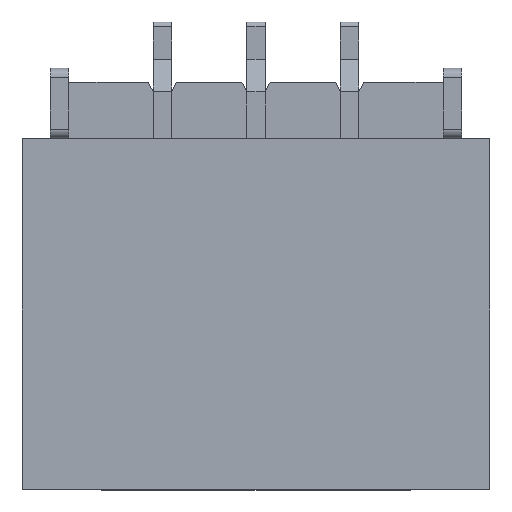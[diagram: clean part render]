
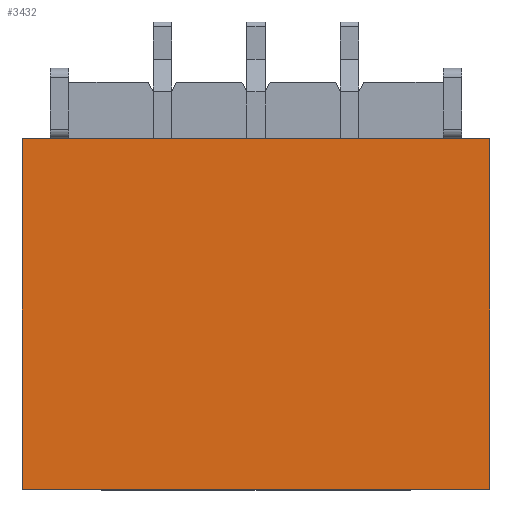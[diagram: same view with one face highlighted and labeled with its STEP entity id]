
A CAD part, top view. The second image highlights one B-rep face of the part: STEP entity #3432.
In plain terms, the highlighted planar face has unit normal (0, 0, 1).
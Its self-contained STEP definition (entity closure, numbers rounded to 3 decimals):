
#215=ORIENTED_EDGE('',*,*,#848,.T.);
#216=ORIENTED_EDGE('',*,*,#924,.F.);
#217=ORIENTED_EDGE('',*,*,#925,.F.);
#218=ORIENTED_EDGE('',*,*,#926,.T.);
#848=EDGE_CURVE('',#1215,#1214,#1452,.T.);
#924=EDGE_CURVE('',#1275,#1214,#1526,.T.);
#925=EDGE_CURVE('',#1276,#1275,#1527,.T.);
#926=EDGE_CURVE('',#1276,#1215,#1528,.T.);
#1214=VERTEX_POINT('',#4475);
#1215=VERTEX_POINT('',#4477);
#1275=VERTEX_POINT('',#4626);
#1276=VERTEX_POINT('',#4630);
#1452=LINE('',#4476,#1768);
#1526=LINE('',#4627,#1842);
#1527=LINE('',#4629,#1843);
#1528=LINE('',#4631,#1844);
#1768=VECTOR('',#3768,1000.);
#1842=VECTOR('',#3874,1000.);
#1843=VECTOR('',#3877,1000.);
#1844=VECTOR('',#3878,1000.);
#2084=EDGE_LOOP('',(#215,#216,#217,#218));
#2226=FACE_BOUND('',#2084,.T.);
#2366=PLANE('',#3577);
#3432=ADVANCED_FACE('',(#2226),#2366,.T.);
#3577=AXIS2_PLACEMENT_3D('',#4628,#3875,#3876);
#3768=DIRECTION('',(-1.,0.,0.));
#3874=DIRECTION('',(0.,1.,0.));
#3875=DIRECTION('',(0.,0.,1.));
#3876=DIRECTION('',(0.,-1.,0.));
#3877=DIRECTION('',(-1.,0.,0.));
#3878=DIRECTION('',(0.,1.,0.));
#4475=CARTESIAN_POINT('',(-2.5,1.575,1.5));
#4476=CARTESIAN_POINT('',(-2.5,1.575,1.5));
#4477=CARTESIAN_POINT('',(2.5,1.575,1.5));
#4626=CARTESIAN_POINT('',(-2.5,-2.175,1.5));
#4627=CARTESIAN_POINT('',(-2.5,-2.175,1.5));
#4628=CARTESIAN_POINT('',(2.5,-2.175,1.5));
#4629=CARTESIAN_POINT('',(2.5,-2.175,1.5));
#4630=CARTESIAN_POINT('',(2.5,-2.175,1.5));
#4631=CARTESIAN_POINT('',(2.5,-2.175,1.5));
